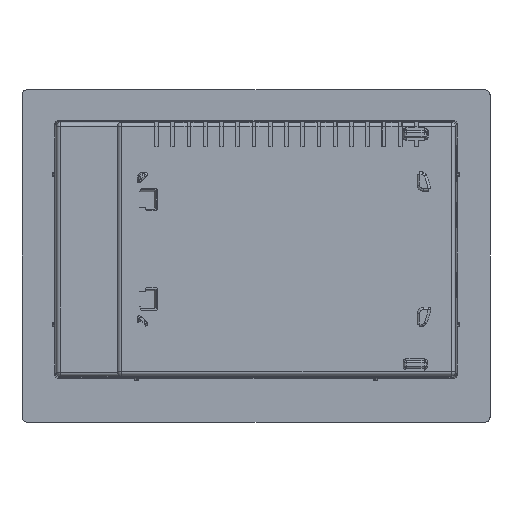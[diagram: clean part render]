
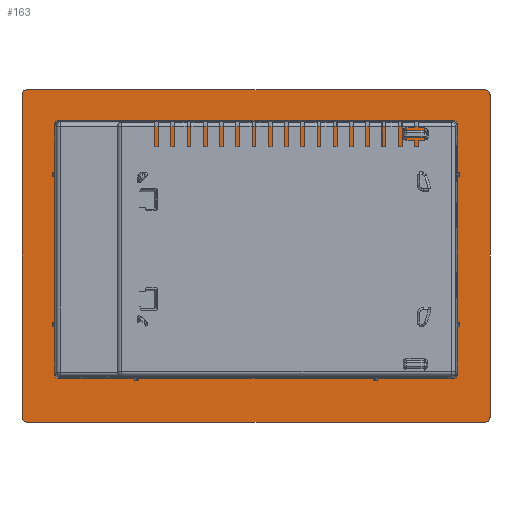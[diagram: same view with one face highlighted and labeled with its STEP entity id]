
A CAD part, top view. The second image highlights one B-rep face of the part: STEP entity #163.
In plain terms, the highlighted planar face has unit normal (0, 0, 1).
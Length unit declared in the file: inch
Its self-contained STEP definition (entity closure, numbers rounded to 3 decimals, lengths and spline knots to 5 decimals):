
#76=CARTESIAN_POINT('',(0.41846,0.15649,-2.28998));
#77=DIRECTION('',(0.0,0.0,1.0));
#78=DIRECTION('',(1.0,0.0,0.0));
#79=AXIS2_PLACEMENT_3D('',#76,#77,#78);
#80=PLANE('',#79);
#81=CARTESIAN_POINT('',(-4.12,-2.96851,-2.28998));
#82=VERTEX_POINT('',#81);
#83=CARTESIAN_POINT('',(-4.02307,-3.06544,-2.28998));
#84=VERTEX_POINT('',#83);
#85=CARTESIAN_POINT('',(-4.12,-2.96851,-2.28998));
#86=CARTESIAN_POINT('',(-4.12,-2.98418,-2.28998));
#87=CARTESIAN_POINT('',(-4.11396,-3.00935,-2.28998));
#88=CARTESIAN_POINT('',(-4.09286,-3.03828,-2.28998));
#89=CARTESIAN_POINT('',(-4.06392,-3.05939,-2.28998));
#90=CARTESIAN_POINT('',(-4.03875,-3.06544,-2.28998));
#91=CARTESIAN_POINT('',(-4.02307,-3.06544,-2.28998));
#92=B_SPLINE_CURVE_WITH_KNOTS('',3,(#85,#86,#87,#88,#89,#90,#91),.UNSPECIFIED.,.F.,.U.,(4,1,1,1,4),(0.0,0.00118,0.00193,0.00269,0.00387),.UNSPECIFIED.);
#93=EDGE_CURVE('',#82,#84,#92,.T.);
#94=ORIENTED_EDGE('',*,*,#93,.T.);
#95=CARTESIAN_POINT('',(4.85999,-3.06544,-2.28998));
#96=VERTEX_POINT('',#95);
#97=CARTESIAN_POINT('',(4.85999,-3.06544,-2.28998));
#98=DIRECTION('',(-1.0,0.0,0.0));
#99=VECTOR('',#98,8.88307);
#100=LINE('',#97,#99);
#101=EDGE_CURVE('',#96,#84,#100,.T.);
#102=ORIENTED_EDGE('',*,*,#101,.F.);
#103=CARTESIAN_POINT('',(4.95692,-2.96851,-2.28998));
#104=VERTEX_POINT('',#103);
#105=CARTESIAN_POINT('',(4.85999,-3.06544,-2.28998));
#106=CARTESIAN_POINT('',(4.87566,-3.06544,-2.28998));
#107=CARTESIAN_POINT('',(4.90084,-3.0594,-2.28998));
#108=CARTESIAN_POINT('',(4.92977,-3.03829,-2.28998));
#109=CARTESIAN_POINT('',(4.95088,-3.00936,-2.28998));
#110=CARTESIAN_POINT('',(4.95692,-2.98419,-2.28998));
#111=CARTESIAN_POINT('',(4.95692,-2.96851,-2.28998));
#112=B_SPLINE_CURVE_WITH_KNOTS('',3,(#105,#106,#107,#108,#109,#110,#111),.UNSPECIFIED.,.F.,.U.,(4,1,1,1,4),(0.0,0.00118,0.00193,0.00269,0.00387),.UNSPECIFIED.);
#113=EDGE_CURVE('',#96,#104,#112,.T.);
#114=ORIENTED_EDGE('',*,*,#113,.T.);
#115=CARTESIAN_POINT('',(4.95692,3.28149,-2.28998));
#116=VERTEX_POINT('',#115);
#117=CARTESIAN_POINT('',(4.95692,3.28149,-2.28998));
#118=DIRECTION('',(0.0,-1.0,0.0));
#119=VECTOR('',#118,6.25);
#120=LINE('',#117,#119);
#121=EDGE_CURVE('',#116,#104,#120,.T.);
#122=ORIENTED_EDGE('',*,*,#121,.F.);
#123=CARTESIAN_POINT('',(4.85999,3.37842,-2.28998));
#124=VERTEX_POINT('',#123);
#125=CARTESIAN_POINT('',(4.95692,3.28149,-2.28998));
#126=CARTESIAN_POINT('',(4.95692,3.29715,-2.28998));
#127=CARTESIAN_POINT('',(4.95089,3.32233,-2.28998));
#128=CARTESIAN_POINT('',(4.92978,3.35126,-2.28998));
#129=CARTESIAN_POINT('',(4.90084,3.37237,-2.28998));
#130=CARTESIAN_POINT('',(4.87567,3.37842,-2.28998));
#131=CARTESIAN_POINT('',(4.85999,3.37842,-2.28998));
#132=B_SPLINE_CURVE_WITH_KNOTS('',3,(#125,#126,#127,#128,#129,#130,#131),.UNSPECIFIED.,.F.,.U.,(4,1,1,1,4),(0.0,0.00118,0.00193,0.00269,0.00387),.UNSPECIFIED.);
#133=EDGE_CURVE('',#116,#124,#132,.T.);
#134=ORIENTED_EDGE('',*,*,#133,.T.);
#135=CARTESIAN_POINT('',(-4.02307,3.37842,-2.28998));
#136=VERTEX_POINT('',#135);
#137=CARTESIAN_POINT('',(-4.02307,3.37842,-2.28998));
#138=DIRECTION('',(1.0,0.0,0.0));
#139=VECTOR('',#138,8.88307);
#140=LINE('',#137,#139);
#141=EDGE_CURVE('',#136,#124,#140,.T.);
#142=ORIENTED_EDGE('',*,*,#141,.F.);
#143=CARTESIAN_POINT('',(-4.12,3.28149,-2.28998));
#144=VERTEX_POINT('',#143);
#145=CARTESIAN_POINT('',(-4.02307,3.37842,-2.28998));
#146=CARTESIAN_POINT('',(-4.03875,3.37842,-2.28998));
#147=CARTESIAN_POINT('',(-4.06392,3.37237,-2.28998));
#148=CARTESIAN_POINT('',(-4.09286,3.35126,-2.28998));
#149=CARTESIAN_POINT('',(-4.11396,3.32233,-2.28998));
#150=CARTESIAN_POINT('',(-4.12,3.29715,-2.28998));
#151=CARTESIAN_POINT('',(-4.12,3.28149,-2.28998));
#152=B_SPLINE_CURVE_WITH_KNOTS('',3,(#145,#146,#147,#148,#149,#150,#151),.UNSPECIFIED.,.F.,.U.,(4,1,1,1,4),(0.0,0.00118,0.00193,0.00269,0.00387),.UNSPECIFIED.);
#153=EDGE_CURVE('',#136,#144,#152,.T.);
#154=ORIENTED_EDGE('',*,*,#153,.T.);
#155=CARTESIAN_POINT('',(-4.12,-2.96851,-2.28998));
#156=DIRECTION('',(0.0,1.0,0.0));
#157=VECTOR('',#156,6.25);
#158=LINE('',#155,#157);
#159=EDGE_CURVE('',#82,#144,#158,.T.);
#160=ORIENTED_EDGE('',*,*,#159,.F.);
#161=EDGE_LOOP('',(#94,#102,#114,#122,#134,#142,#154,#160));
#162=FACE_OUTER_BOUND('',#161,.T.);
#163=ADVANCED_FACE('',(#162),#80,.T.);
